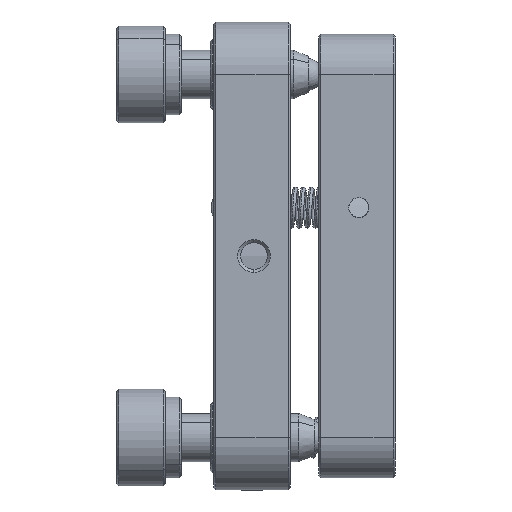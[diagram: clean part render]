
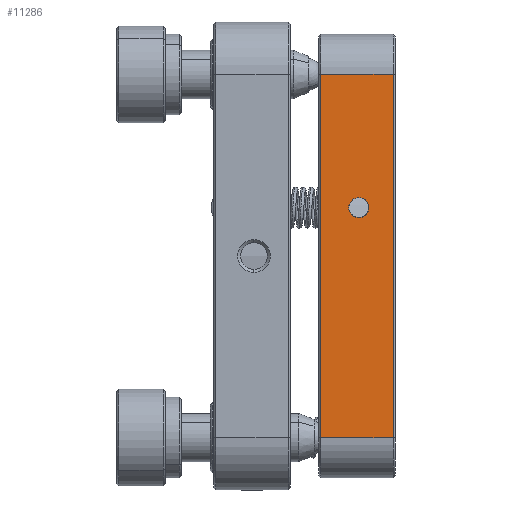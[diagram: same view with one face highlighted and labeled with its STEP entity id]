
A CAD part, front view. The second image highlights one B-rep face of the part: STEP entity #11286.
In plain terms, the highlighted planar face has unit normal (0, -1, 0).
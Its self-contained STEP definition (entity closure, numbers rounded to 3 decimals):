
#761 = DIRECTION ( 'NONE',  ( 0., 0., -1. ) ) ;
#2501 = CARTESIAN_POINT ( 'NONE',  ( -0.081, -35.732, 62.252 ) ) ;
#2725 = EDGE_CURVE ( 'NONE', #8372, #19606, #31698, .T. ) ;
#3004 = CARTESIAN_POINT ( 'NONE',  ( 4.419, -35.732, 77.5 ) ) ;
#4921 = EDGE_LOOP ( 'NONE', ( #24707, #10489, #8676, #12083 ) ) ;
#6852 = CARTESIAN_POINT ( 'NONE',  ( 4.169, -35.732, 77.5 ) ) ;
#7880 = CIRCLE ( 'NONE', #34632, 1.25 ) ;
#8372 = VERTEX_POINT ( 'NONE', #35708 ) ;
#8676 = ORIENTED_EDGE ( 'NONE', *, *, #36238, .T. ) ;
#9800 = LINE ( 'NONE', #21134, #14240 ) ;
#10489 = ORIENTED_EDGE ( 'NONE', *, *, #2725, .T. ) ;
#10826 = DIRECTION ( 'NONE',  ( 0., 0., 1. ) ) ;
#11286 = ADVANCED_FACE ( 'NONE', ( #21644, #23370 ), #35313, .F. ) ;
#11749 = ORIENTED_EDGE ( 'NONE', *, *, #11914, .F. ) ;
#11914 = EDGE_CURVE ( 'NONE', #25284, #21681, #29638, .T. ) ;
#12083 = ORIENTED_EDGE ( 'NONE', *, *, #28642, .T. ) ;
#12111 = LINE ( 'NONE', #30996, #32915 ) ;
#12422 = DIRECTION ( 'NONE',  ( 0., 1., 0. ) ) ;
#13952 = AXIS2_PLACEMENT_3D ( 'NONE', #28684, #28925, #761 ) ;
#14240 = VECTOR ( 'NONE', #29963, 1000. ) ;
#15013 = CARTESIAN_POINT ( 'NONE',  ( -0.081, -35.732, 61.002 ) ) ;
#15028 = DIRECTION ( 'NONE',  ( 0., 0., -1. ) ) ;
#15597 = VERTEX_POINT ( 'NONE', #32885 ) ;
#16265 = VECTOR ( 'NONE', #15028, 1000. ) ;
#16894 = ORIENTED_EDGE ( 'NONE', *, *, #26903, .F. ) ;
#17870 = DIRECTION ( 'NONE',  ( 0., -1., 0. ) ) ;
#18413 = DIRECTION ( 'NONE',  ( 0., 0., 1. ) ) ;
#19606 = VERTEX_POINT ( 'NONE', #23242 ) ;
#21134 = CARTESIAN_POINT ( 'NONE',  ( 4.419, -35.732, 32.5 ) ) ;
#21644 = FACE_BOUND ( 'NONE', #21933, .T. ) ;
#21681 = VERTEX_POINT ( 'NONE', #26614 ) ;
#21933 = EDGE_LOOP ( 'NONE', ( #16894, #11749 ) ) ;
#22583 = EDGE_CURVE ( 'NONE', #31471, #8372, #29959, .T. ) ;
#22862 = DIRECTION ( 'NONE',  ( -1., 0., 0. ) ) ;
#23242 = CARTESIAN_POINT ( 'NONE',  ( -4.831, -35.732, 32.5 ) ) ;
#23305 = CARTESIAN_POINT ( 'NONE',  ( -4.831, -35.732, 82.5 ) ) ;
#23370 = FACE_OUTER_BOUND ( 'NONE', #4921, .T. ) ;
#24707 = ORIENTED_EDGE ( 'NONE', *, *, #22583, .T. ) ;
#25284 = VERTEX_POINT ( 'NONE', #2501 ) ;
#26614 = CARTESIAN_POINT ( 'NONE',  ( -0.081, -35.732, 59.752 ) ) ;
#26903 = EDGE_CURVE ( 'NONE', #21681, #25284, #7880, .T. ) ;
#27513 = AXIS2_PLACEMENT_3D ( 'NONE', #29359, #12422, #18413 ) ;
#28642 = EDGE_CURVE ( 'NONE', #15597, #31471, #12111, .T. ) ;
#28684 = CARTESIAN_POINT ( 'NONE',  ( -0.081, -35.732, 61.002 ) ) ;
#28925 = DIRECTION ( 'NONE',  ( 0., -1., 0. ) ) ;
#29309 = DIRECTION ( 'NONE',  ( 0., 0., -1. ) ) ;
#29359 = CARTESIAN_POINT ( 'NONE',  ( 4.419, -35.732, 82.5 ) ) ;
#29638 = CIRCLE ( 'NONE', #13952, 1.25 ) ;
#29959 = LINE ( 'NONE', #3004, #36605 ) ;
#29963 = DIRECTION ( 'NONE',  ( 1., 0., 0. ) ) ;
#30996 = CARTESIAN_POINT ( 'NONE',  ( 4.169, -35.732, 77.5 ) ) ;
#31471 = VERTEX_POINT ( 'NONE', #6852 ) ;
#31698 = LINE ( 'NONE', #23305, #16265 ) ;
#32885 = CARTESIAN_POINT ( 'NONE',  ( 4.169, -35.732, 32.5 ) ) ;
#32915 = VECTOR ( 'NONE', #10826, 1000. ) ;
#34632 = AXIS2_PLACEMENT_3D ( 'NONE', #15013, #17870, #29309 ) ;
#35313 = PLANE ( 'NONE',  #27513 ) ;
#35708 = CARTESIAN_POINT ( 'NONE',  ( -4.831, -35.732, 77.5 ) ) ;
#36238 = EDGE_CURVE ( 'NONE', #19606, #15597, #9800, .T. ) ;
#36605 = VECTOR ( 'NONE', #22862, 1000. ) ;
